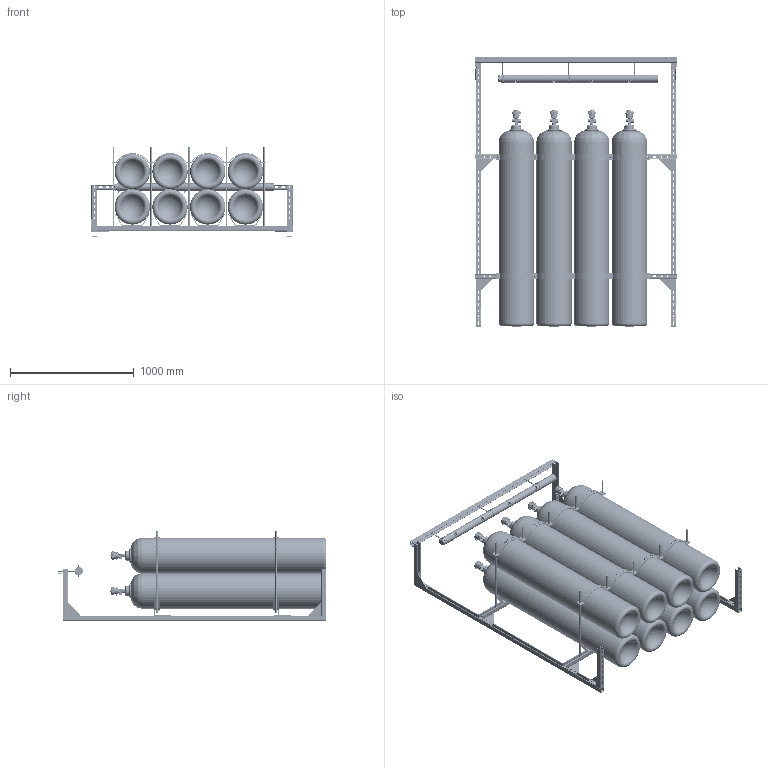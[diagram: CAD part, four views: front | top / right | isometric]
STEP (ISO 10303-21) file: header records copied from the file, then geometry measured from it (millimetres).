
FILE_DESCRIPTION (( 'STEP AP214' ), '1' );
FILE_NAME ('Cylinder Storage Rack, 80L, Metal Framing, Galvanized (8 cylinder 4x2) Eight Cylinders.STEP', '2020-05-07T13:22:37', ( '' ), ( '' ), 'SwSTEP 2.0', 'SolidWorks 2019', '' );
FILE_SCHEMA (( 'AUTOMOTIVE_DESIGN' ));
Length unit declared in the file: inch
Products named in the file (47): Stand 2.stp; V-000-950-101.stp; Clamp Assembly.stp; Cylinder Storage Rack, 80L, Metal Framing, Galvanized (8 cylinder 4x2) Eight Cylinders.stp; V_MULLER_470B0019.stp; PLUG_HEX HD_0.250 NPT M_CL 3000_ALY STL_GALV.stp; P-000-950-110(-03).stp; 470B0019_PLATE.stp; 11BC615P_CYLINDER.stp; 470B0019_HOUSING.stp; Clamp 2.stp; Support 1.stp; Cylinder Storage Rack, 80L, Metal Framing, Galvanized (8 cylinder 4x2) Eight Cylinders; Base Plate.stp; Restraint B.stp; Rode 2.stp; Rode.stp; Clamp.stp; 5342^V-000-950-101.stp; P-000-950-111 (-03).stp; Restraint F.stp; Plate 2.stp; Base Plate 2_MIR.stp; Stand 3.stp; Base Plate 2.stp; Stand.stp; Plate 1.stp; 470B0019_HEX NUT.stp; 470B0019_HANDLE.stp; Support 2..stp; PLUG_HEX HD_1.500 NPT M_CL 3000_ALY STL_GALV.stp
Assembly tree (121 placements, depth 5):
  Cylinder Storage Rack, 80L, Metal Framing, Galvanized (8 cylinder 4x2) Eight Cylinders
    Cylinder Storage Rack, 80L, Metal Framing, Galvanized (8 cylinder 4x2) Eight Cylinders.stp
      V-000-950-101.stp
        V_MULLER_470B0019.stp
          470B0019_HOUSING.stp
          470B0019_PLATE.stp
          470B0019_HANDLE.stp
          470B0019_HEX NUT.stp
        11BC615P_CYLINDER.stp
        5342^V-000-950-101.stp
      V-000-950-101.stp
        V_MULLER_470B0019.stp
          470B0019_HOUSING.stp
          470B0019_PLATE.stp
          470B0019_HANDLE.stp
          470B0019_HEX NUT.stp
        11BC615P_CYLINDER.stp
        5342^V-000-950-101.stp
      V-000-950-101.stp
        V_MULLER_470B0019.stp
          470B0019_HOUSING.stp
          470B0019_PLATE.stp
          470B0019_HANDLE.stp
          470B0019_HEX NUT.stp
        11BC615P_CYLINDER.stp
        5342^V-000-950-101.stp
      V-000-950-101.stp
        V_MULLER_470B0019.stp
          470B0019_HOUSING.stp
          470B0019_PLATE.stp
          470B0019_HANDLE.stp
          470B0019_HEX NUT.stp
        11BC615P_CYLINDER.stp
        5342^V-000-950-101.stp
      V-000-950-101.stp
        V_MULLER_470B0019.stp
          470B0019_HOUSING.stp
          470B0019_PLATE.stp
          470B0019_HANDLE.stp
          470B0019_HEX NUT.stp
        11BC615P_CYLINDER.stp
        5342^V-000-950-101.stp
      V-000-950-101.stp
        V_MULLER_470B0019.stp
          470B0019_HOUSING.stp
          470B0019_PLATE.stp
          470B0019_HANDLE.stp
          470B0019_HEX NUT.stp
        11BC615P_CYLINDER.stp
        5342^V-000-950-101.stp
      V-000-950-101.stp
        V_MULLER_470B0019.stp
          470B0019_HOUSING.stp
          470B0019_PLATE.stp
          470B0019_HANDLE.stp
          470B0019_HEX NUT.stp
        11BC615P_CYLINDER.stp
        5342^V-000-950-101.stp
      V-000-950-101.stp
        V_MULLER_470B0019.stp
Bounding box: 1625.6 x 2174.88 x 724.33 mm (x, y, z)
Volume: 117080112.8 mm3; surface area: 28690429.5 mm2
Topology: 108 solids, 108 shells, 7159 faces, 18461 edges, 11868 vertices
Faces by surface type: plane 2842, cylinder 2094, bspline 992, cone 820, torus 333, sphere 78
Entity records: 99072 total; most frequent: CARTESIAN_POINT 47630, ORIENTED_EDGE 10330, DIRECTION 10117, EDGE_CURVE 5165, AXIS2_PLACEMENT_3D 3807, VERTEX_POINT 3362, LINE 2503, VECTOR 2503
